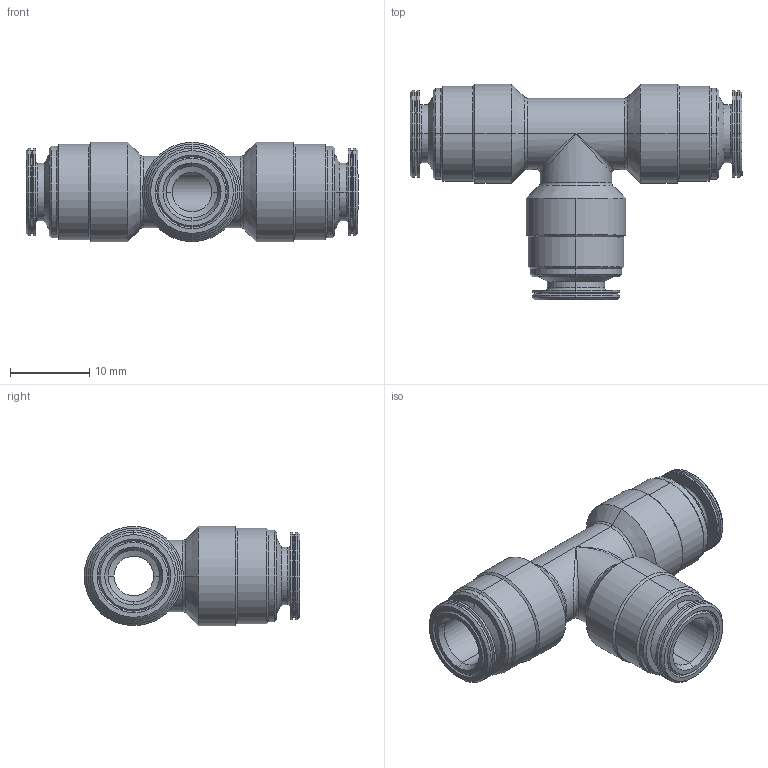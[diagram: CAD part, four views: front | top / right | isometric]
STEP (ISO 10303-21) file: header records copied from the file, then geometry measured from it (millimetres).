
FILE_DESCRIPTION (( 'STEP AP203' ), '1' );
FILE_NAME ('MM193030.STEP', '2010-08-06T09:15:34', ( '' ), ( 'sopra-pneumatic' ), 'SwSTEP 2.0', 'SolidWorks 2009', '' );
FILE_SCHEMA (( 'CONFIG_CONTROL_DESIGN' ));
Length unit declared in the file: millimetre
Products named in the file (1): MM193030
Bounding box: 41.8 x 27.15 x 12.5 mm (x, y, z)
Volume: 3600.9 mm3; surface area: 3706.6 mm2
Topology: 1 solids, 1 shells, 156 faces, 332 edges, 182 vertices
Faces by surface type: cone 72, cylinder 58, torus 12, plane 12, bspline 2
Entity records: 4547 total; most frequent: CARTESIAN_POINT 1039, DIRECTION 818, ORIENTED_EDGE 656, AXIS2_PLACEMENT_3D 343, EDGE_CURVE 328, CIRCLE 188, VERTEX_POINT 182, EDGE_LOOP 168
